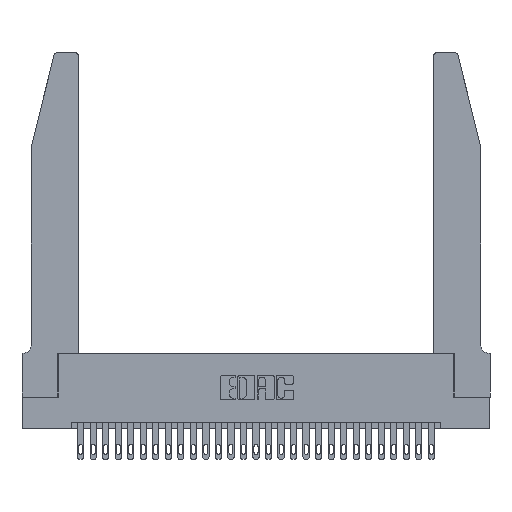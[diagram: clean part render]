
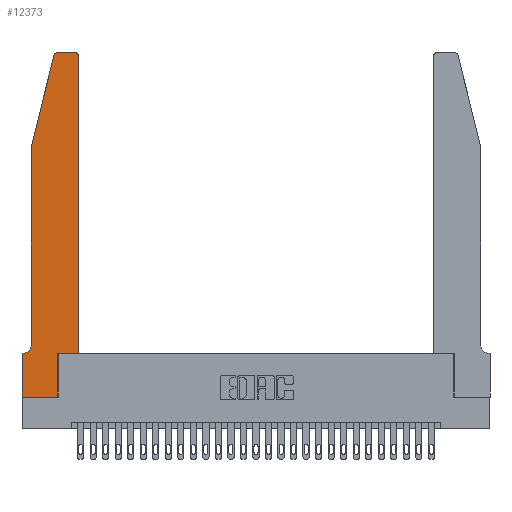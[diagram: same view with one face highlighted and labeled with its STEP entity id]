
A CAD part, top view. The second image highlights one B-rep face of the part: STEP entity #12373.
In plain terms, the highlighted planar face has unit normal (0, 0, 1).
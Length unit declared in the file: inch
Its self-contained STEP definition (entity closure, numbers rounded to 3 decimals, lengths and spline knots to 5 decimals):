
#537 = VERTEX_POINT ( 'NONE', #22887 ) ;
#549 = ORIENTED_EDGE ( 'NONE', *, *, #670, .T. ) ;
#670 = EDGE_CURVE ( 'NONE', #12658, #537, #29065, .T. ) ;
#1209 = VECTOR ( 'NONE', #5573, 39.37008 ) ;
#1566 = CIRCLE ( 'NONE', #21648, 0.03 ) ;
#1741 = DIRECTION ( 'NONE',  ( 0., 1., 0. ) ) ;
#2331 = CARTESIAN_POINT ( 'NONE',  ( 0.4505, 0.35, 0.37 ) ) ;
#3150 = VECTOR ( 'NONE', #5440, 39.37008 ) ;
#3747 = ORIENTED_EDGE ( 'NONE', *, *, #20338, .T. ) ;
#3804 = EDGE_CURVE ( 'NONE', #23202, #29066, #10617, .T. ) ;
#4076 = DIRECTION ( 'NONE',  ( 1., 0., 0. ) ) ;
#4270 = CARTESIAN_POINT ( 'NONE',  ( 0.0755, 0.35, 0.37 ) ) ;
#5039 = AXIS2_PLACEMENT_3D ( 'NONE', #16893, #25633, #23453 ) ;
#5202 = ORIENTED_EDGE ( 'NONE', *, *, #17978, .T. ) ;
#5267 = VECTOR ( 'NONE', #1741, 39.37008 ) ;
#5310 = CARTESIAN_POINT ( 'NONE',  ( 0.0055, 0.42, 0.37 ) ) ;
#5440 = DIRECTION ( 'NONE',  ( 1., 0., 0. ) ) ;
#5573 = DIRECTION ( 'NONE',  ( -0.239, -0.971, 0. ) ) ;
#5763 = LINE ( 'NONE', #13345, #18847 ) ;
#6473 = EDGE_CURVE ( 'NONE', #10781, #23202, #25738, .T. ) ;
#6899 = VECTOR ( 'NONE', #16778, 39.37008 ) ;
#6933 = EDGE_CURVE ( 'NONE', #25412, #10781, #8100, .T. ) ;
#7035 = CARTESIAN_POINT ( 'NONE',  ( 0.2865, 0., 0.37 ) ) ;
#7326 = VERTEX_POINT ( 'NONE', #25008 ) ;
#7437 = VERTEX_POINT ( 'NONE', #14127 ) ;
#7883 = CARTESIAN_POINT ( 'NONE',  ( 0.2865, 0.35, 0.37 ) ) ;
#8100 = LINE ( 'NONE', #4270, #22193 ) ;
#8373 = DIRECTION ( 'NONE',  ( 1., 0., 0. ) ) ;
#8693 = DIRECTION ( 'NONE',  ( -1., 0., 0. ) ) ;
#9682 = DIRECTION ( 'NONE',  ( -1., 0., 0. ) ) ;
#10617 = LINE ( 'NONE', #25542, #3150 ) ;
#10651 = ORIENTED_EDGE ( 'NONE', *, *, #25200, .T. ) ;
#10781 = VERTEX_POINT ( 'NONE', #15376 ) ;
#10849 = LINE ( 'NONE', #16492, #6899 ) ;
#11063 = CARTESIAN_POINT ( 'NONE',  ( 0., 0., 0.37 ) ) ;
#11399 = CARTESIAN_POINT ( 'NONE',  ( 0.0755, 0.42, 0.37 ) ) ;
#12167 = ORIENTED_EDGE ( 'NONE', *, *, #6933, .T. ) ;
#12235 = CARTESIAN_POINT ( 'NONE',  ( 0.0755, 2., 0.37 ) ) ;
#12373 = ADVANCED_FACE ( 'NONE', ( #16685 ), #23253, .T. ) ;
#12658 = VERTEX_POINT ( 'NONE', #7883 ) ;
#13345 = CARTESIAN_POINT ( 'NONE',  ( 0.2605, 2.75, 0.37 ) ) ;
#13502 = ORIENTED_EDGE ( 'NONE', *, *, #17924, .T. ) ;
#14127 = CARTESIAN_POINT ( 'NONE',  ( 0.0755, 2., 0.37 ) ) ;
#14912 = ORIENTED_EDGE ( 'NONE', *, *, #22953, .T. ) ;
#14978 = ORIENTED_EDGE ( 'NONE', *, *, #3804, .T. ) ;
#15376 = CARTESIAN_POINT ( 'NONE',  ( 0., 0.35, 0.37 ) ) ;
#15433 = CIRCLE ( 'NONE', #21894, 0.07 ) ;
#16205 = VERTEX_POINT ( 'NONE', #11399 ) ;
#16334 = LINE ( 'NONE', #16713, #23683 ) ;
#16492 = CARTESIAN_POINT ( 'NONE',  ( 0.0755, 2., 0.37 ) ) ;
#16685 = FACE_OUTER_BOUND ( 'NONE', #24256, .T. ) ;
#16713 = CARTESIAN_POINT ( 'NONE',  ( 0.2865, 0.35, 0.37 ) ) ;
#16778 = DIRECTION ( 'NONE',  ( 0., -1., 0. ) ) ;
#16893 = CARTESIAN_POINT ( 'NONE',  ( 0., 0.35, 0.37 ) ) ;
#17038 = ORIENTED_EDGE ( 'NONE', *, *, #6473, .T. ) ;
#17040 = ORIENTED_EDGE ( 'NONE', *, *, #18603, .T. ) ;
#17818 = DIRECTION ( 'NONE',  ( 0., -1., 0. ) ) ;
#17924 = EDGE_CURVE ( 'NONE', #7437, #16205, #10849, .T. ) ;
#17978 = EDGE_CURVE ( 'NONE', #16205, #25412, #15433, .T. ) ;
#18603 = EDGE_CURVE ( 'NONE', #25843, #7437, #28740, .T. ) ;
#18805 = AXIS2_PLACEMENT_3D ( 'NONE', #21670, #26288, #8373 ) ;
#18847 = VECTOR ( 'NONE', #8693, 39.37008 ) ;
#18909 = VERTEX_POINT ( 'NONE', #20179 ) ;
#19900 = ORIENTED_EDGE ( 'NONE', *, *, #22886, .T. ) ;
#20179 = CARTESIAN_POINT ( 'NONE',  ( 0.284, 2.75, 0.37 ) ) ;
#20184 = CARTESIAN_POINT ( 'NONE',  ( 0.25487, 2.72718, 0.37 ) ) ;
#20219 = CARTESIAN_POINT ( 'NONE',  ( 0.4205, 2.75, 0.37 ) ) ;
#20338 = EDGE_CURVE ( 'NONE', #29066, #12658, #16334, .T. ) ;
#21648 = AXIS2_PLACEMENT_3D ( 'NONE', #24150, #26438, #4076 ) ;
#21670 = CARTESIAN_POINT ( 'NONE',  ( 0.284, 2.72, 0.37 ) ) ;
#21894 = AXIS2_PLACEMENT_3D ( 'NONE', #5310, #25418, #9682 ) ;
#22193 = VECTOR ( 'NONE', #27022, 39.37008 ) ;
#22556 = VECTOR ( 'NONE', #17818, 39.37008 ) ;
#22886 = EDGE_CURVE ( 'NONE', #18909, #25843, #23936, .T. ) ;
#22887 = CARTESIAN_POINT ( 'NONE',  ( 0.4505, 0.35, 0.37 ) ) ;
#22953 = EDGE_CURVE ( 'NONE', #537, #7326, #26079, .T. ) ;
#23081 = DIRECTION ( 'NONE',  ( 0., 1., 0. ) ) ;
#23202 = VERTEX_POINT ( 'NONE', #23734 ) ;
#23253 = PLANE ( 'NONE',  #5039 ) ;
#23453 = DIRECTION ( 'NONE',  ( 1., 0., 0. ) ) ;
#23683 = VECTOR ( 'NONE', #23081, 39.37008 ) ;
#23734 = CARTESIAN_POINT ( 'NONE',  ( 0., 0., 0.37 ) ) ;
#23936 = CIRCLE ( 'NONE', #18805, 0.03 ) ;
#24150 = CARTESIAN_POINT ( 'NONE',  ( 0.4205, 2.72, 0.37 ) ) ;
#24256 = EDGE_LOOP ( 'NONE', ( #10651, #19900, #17040, #13502, #5202, #12167, #17038, #14978, #3747, #549, #14912, #25950 ) ) ;
#24593 = EDGE_CURVE ( 'NONE', #7326, #26088, #1566, .T. ) ;
#24863 = VECTOR ( 'NONE', #28603, 39.37008 ) ;
#25008 = CARTESIAN_POINT ( 'NONE',  ( 0.4505, 2.72, 0.37 ) ) ;
#25200 = EDGE_CURVE ( 'NONE', #26088, #18909, #5763, .T. ) ;
#25202 = CARTESIAN_POINT ( 'NONE',  ( 0.0055, 0.35, 0.37 ) ) ;
#25412 = VERTEX_POINT ( 'NONE', #25202 ) ;
#25418 = DIRECTION ( 'NONE',  ( 0., 0., -1. ) ) ;
#25542 = CARTESIAN_POINT ( 'NONE',  ( 0., 0., 0.37 ) ) ;
#25633 = DIRECTION ( 'NONE',  ( 0., 0., 1. ) ) ;
#25738 = LINE ( 'NONE', #11063, #22556 ) ;
#25843 = VERTEX_POINT ( 'NONE', #20184 ) ;
#25950 = ORIENTED_EDGE ( 'NONE', *, *, #24593, .T. ) ;
#26079 = LINE ( 'NONE', #26485, #5267 ) ;
#26088 = VERTEX_POINT ( 'NONE', #20219 ) ;
#26288 = DIRECTION ( 'NONE',  ( 0., 0., 1. ) ) ;
#26438 = DIRECTION ( 'NONE',  ( 0., 0., 1. ) ) ;
#26485 = CARTESIAN_POINT ( 'NONE',  ( 0.4505, 0.35, 0.37 ) ) ;
#27022 = DIRECTION ( 'NONE',  ( -1., 0., 0. ) ) ;
#28603 = DIRECTION ( 'NONE',  ( 1., 0., 0. ) ) ;
#28740 = LINE ( 'NONE', #12235, #1209 ) ;
#29065 = LINE ( 'NONE', #2331, #24863 ) ;
#29066 = VERTEX_POINT ( 'NONE', #7035 ) ;
